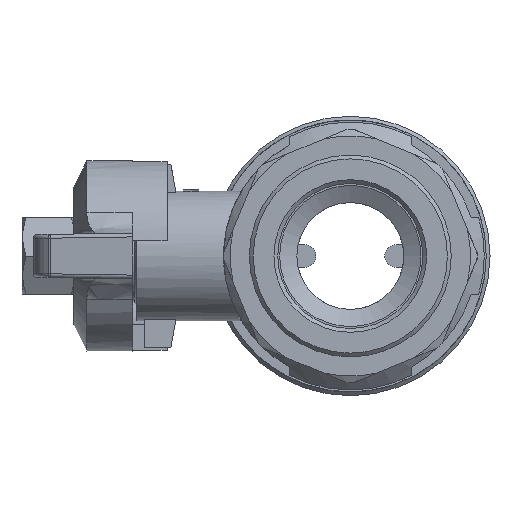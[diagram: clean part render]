
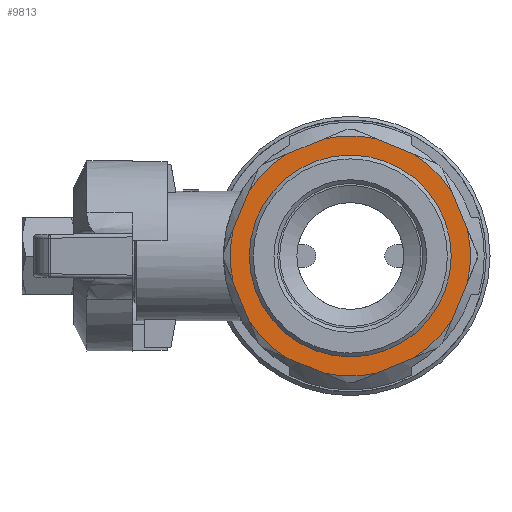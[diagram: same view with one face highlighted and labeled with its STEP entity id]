
A CAD part, left-side view. The second image highlights one B-rep face of the part: STEP entity #9813.
In plain terms, the highlighted face is planar.
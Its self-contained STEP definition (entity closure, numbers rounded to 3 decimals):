
#1522=LINE('',#17956,#1790);
#1523=LINE('',#17961,#1791);
#1524=LINE('',#17965,#1792);
#1525=LINE('',#17969,#1793);
#1526=LINE('',#17973,#1794);
#1527=LINE('',#17977,#1795);
#1528=LINE('',#17981,#1796);
#1529=LINE('',#17985,#1797);
#1790=VECTOR('',#15402,1000.);
#1791=VECTOR('',#15405,1000.);
#1792=VECTOR('',#15408,1000.);
#1793=VECTOR('',#15411,1000.);
#1794=VECTOR('',#15414,1000.);
#1795=VECTOR('',#15417,1000.);
#1796=VECTOR('',#15420,1000.);
#1797=VECTOR('',#15423,1000.);
#2550=ORIENTED_EDGE('',*,*,#5335,.T.);
#2551=ORIENTED_EDGE('',*,*,#5336,.T.);
#2552=ORIENTED_EDGE('',*,*,#5337,.T.);
#2553=ORIENTED_EDGE('',*,*,#5338,.T.);
#2554=ORIENTED_EDGE('',*,*,#5339,.T.);
#2555=ORIENTED_EDGE('',*,*,#5340,.T.);
#2556=ORIENTED_EDGE('',*,*,#5341,.T.);
#2557=ORIENTED_EDGE('',*,*,#5342,.T.);
#2558=ORIENTED_EDGE('',*,*,#5343,.T.);
#2559=ORIENTED_EDGE('',*,*,#5344,.T.);
#2560=ORIENTED_EDGE('',*,*,#5345,.T.);
#2561=ORIENTED_EDGE('',*,*,#5346,.T.);
#2562=ORIENTED_EDGE('',*,*,#5347,.T.);
#2563=ORIENTED_EDGE('',*,*,#5348,.T.);
#2564=ORIENTED_EDGE('',*,*,#5349,.T.);
#2565=ORIENTED_EDGE('',*,*,#5350,.T.);
#2566=ORIENTED_EDGE('',*,*,#5351,.T.);
#5335=EDGE_CURVE('',#6754,#6754,#7690,.T.);
#5336=EDGE_CURVE('',#6755,#6756,#1522,.T.);
#5337=EDGE_CURVE('',#6756,#6757,#7691,.F.);
#5338=EDGE_CURVE('',#6757,#6758,#1523,.T.);
#5339=EDGE_CURVE('',#6758,#6759,#7692,.F.);
#5340=EDGE_CURVE('',#6759,#6760,#1524,.T.);
#5341=EDGE_CURVE('',#6760,#6761,#7693,.F.);
#5342=EDGE_CURVE('',#6761,#6762,#1525,.T.);
#5343=EDGE_CURVE('',#6762,#6763,#7694,.F.);
#5344=EDGE_CURVE('',#6763,#6764,#1526,.T.);
#5345=EDGE_CURVE('',#6764,#6765,#7695,.F.);
#5346=EDGE_CURVE('',#6765,#6766,#1527,.T.);
#5347=EDGE_CURVE('',#6766,#6767,#7696,.F.);
#5348=EDGE_CURVE('',#6767,#6768,#1528,.T.);
#5349=EDGE_CURVE('',#6768,#6769,#7697,.F.);
#5350=EDGE_CURVE('',#6769,#6770,#1529,.T.);
#5351=EDGE_CURVE('',#6770,#6755,#7698,.F.);
#6754=VERTEX_POINT('',#17955);
#6755=VERTEX_POINT('',#17957);
#6756=VERTEX_POINT('',#17958);
#6757=VERTEX_POINT('',#17960);
#6758=VERTEX_POINT('',#17962);
#6759=VERTEX_POINT('',#17964);
#6760=VERTEX_POINT('',#17966);
#6761=VERTEX_POINT('',#17968);
#6762=VERTEX_POINT('',#17970);
#6763=VERTEX_POINT('',#17972);
#6764=VERTEX_POINT('',#17974);
#6765=VERTEX_POINT('',#17976);
#6766=VERTEX_POINT('',#17978);
#6767=VERTEX_POINT('',#17980);
#6768=VERTEX_POINT('',#17982);
#6769=VERTEX_POINT('',#17984);
#6770=VERTEX_POINT('',#17986);
#7690=CIRCLE('',#14206,13.221);
#7691=CIRCLE('',#14207,15.734);
#7692=CIRCLE('',#14208,15.734);
#7693=CIRCLE('',#14209,15.734);
#7694=CIRCLE('',#14210,15.734);
#7695=CIRCLE('',#14211,15.734);
#7696=CIRCLE('',#14212,15.734);
#7697=CIRCLE('',#14213,15.734);
#7698=CIRCLE('',#14214,15.734);
#7973=EDGE_LOOP('',(#2550));
#7974=EDGE_LOOP('',(#2551,#2552,#2553,#2554,#2555,#2556,#2557,#2558,#2559,
#2560,#2561,#2562,#2563,#2564,#2565,#2566));
#8757=FACE_BOUND('',#7973,.T.);
#8758=FACE_BOUND('',#7974,.T.);
#9423=PLANE('',#14205);
#9813=ADVANCED_FACE('',(#8757,#8758),#9423,.F.);
#14205=AXIS2_PLACEMENT_3D('',#17953,#15398,#15399);
#14206=AXIS2_PLACEMENT_3D('',#17954,#15400,#15401);
#14207=AXIS2_PLACEMENT_3D('',#17959,#15403,#15404);
#14208=AXIS2_PLACEMENT_3D('',#17963,#15406,#15407);
#14209=AXIS2_PLACEMENT_3D('',#17967,#15409,#15410);
#14210=AXIS2_PLACEMENT_3D('',#17971,#15412,#15413);
#14211=AXIS2_PLACEMENT_3D('',#17975,#15415,#15416);
#14212=AXIS2_PLACEMENT_3D('',#17979,#15418,#15419);
#14213=AXIS2_PLACEMENT_3D('',#17983,#15421,#15422);
#14214=AXIS2_PLACEMENT_3D('',#17987,#15424,#15425);
#15398=DIRECTION('',(0.,1.,0.));
#15399=DIRECTION('',(0.,0.,1.));
#15400=DIRECTION('',(0.,1.,0.));
#15401=DIRECTION('',(1.,0.,0.));
#15402=DIRECTION('',(0.383,0.,0.924));
#15403=DIRECTION('',(0.,1.,0.));
#15404=DIRECTION('',(0.,0.,1.));
#15405=DIRECTION('',(-0.383,0.,0.924));
#15406=DIRECTION('',(0.,1.,0.));
#15407=DIRECTION('',(0.,0.,1.));
#15408=DIRECTION('',(-0.924,0.,0.383));
#15409=DIRECTION('',(0.,1.,0.));
#15410=DIRECTION('',(0.,0.,1.));
#15411=DIRECTION('',(-0.924,0.,-0.383));
#15412=DIRECTION('',(0.,1.,0.));
#15413=DIRECTION('',(0.,0.,1.));
#15414=DIRECTION('',(-0.383,0.,-0.924));
#15415=DIRECTION('',(0.,1.,0.));
#15416=DIRECTION('',(0.,0.,1.));
#15417=DIRECTION('',(0.383,0.,-0.924));
#15418=DIRECTION('',(0.,1.,0.));
#15419=DIRECTION('',(0.,0.,1.));
#15420=DIRECTION('',(0.924,0.,-0.383));
#15421=DIRECTION('',(0.,1.,0.));
#15422=DIRECTION('',(0.,0.,1.));
#15423=DIRECTION('',(0.924,0.,0.383));
#15424=DIRECTION('',(0.,1.,0.));
#15425=DIRECTION('',(0.,0.,1.));
#17953=CARTESIAN_POINT('',(0.,-21.1,0.));
#17954=CARTESIAN_POINT('',(0.,-21.1,0.));
#17955=CARTESIAN_POINT('',(13.221,-21.1,0.));
#17956=CARTESIAN_POINT('',(11.863,-21.1,-11.863));
#17957=CARTESIAN_POINT('',(13.286,-21.1,-8.429));
#17958=CARTESIAN_POINT('',(15.355,-21.1,-3.434));
#17959=CARTESIAN_POINT('',(0.,-21.1,0.));
#17960=CARTESIAN_POINT('',(15.355,-21.1,3.434));
#17961=CARTESIAN_POINT('',(16.777,-21.1,0.));
#17962=CARTESIAN_POINT('',(13.286,-21.1,8.429));
#17963=CARTESIAN_POINT('',(0.,-21.1,0.));
#17964=CARTESIAN_POINT('',(8.429,-21.1,13.286));
#17965=CARTESIAN_POINT('',(11.863,-21.1,11.863));
#17966=CARTESIAN_POINT('',(3.434,-21.1,15.355));
#17967=CARTESIAN_POINT('',(0.,-21.1,0.));
#17968=CARTESIAN_POINT('',(-3.434,-21.1,15.355));
#17969=CARTESIAN_POINT('',(0.,-21.1,16.777));
#17970=CARTESIAN_POINT('',(-8.429,-21.1,13.286));
#17971=CARTESIAN_POINT('',(0.,-21.1,0.));
#17972=CARTESIAN_POINT('',(-13.286,-21.1,8.429));
#17973=CARTESIAN_POINT('',(-11.863,-21.1,11.863));
#17974=CARTESIAN_POINT('',(-15.355,-21.1,3.434));
#17975=CARTESIAN_POINT('',(0.,-21.1,0.));
#17976=CARTESIAN_POINT('',(-15.355,-21.1,-3.434));
#17977=CARTESIAN_POINT('',(-16.777,-21.1,0.));
#17978=CARTESIAN_POINT('',(-13.286,-21.1,-8.429));
#17979=CARTESIAN_POINT('',(0.,-21.1,0.));
#17980=CARTESIAN_POINT('',(-8.429,-21.1,-13.286));
#17981=CARTESIAN_POINT('',(-11.863,-21.1,-11.863));
#17982=CARTESIAN_POINT('',(-3.434,-21.1,-15.355));
#17983=CARTESIAN_POINT('',(0.,-21.1,0.));
#17984=CARTESIAN_POINT('',(3.434,-21.1,-15.355));
#17985=CARTESIAN_POINT('',(0.,-21.1,-16.777));
#17986=CARTESIAN_POINT('',(8.429,-21.1,-13.286));
#17987=CARTESIAN_POINT('',(0.,-21.1,0.));
